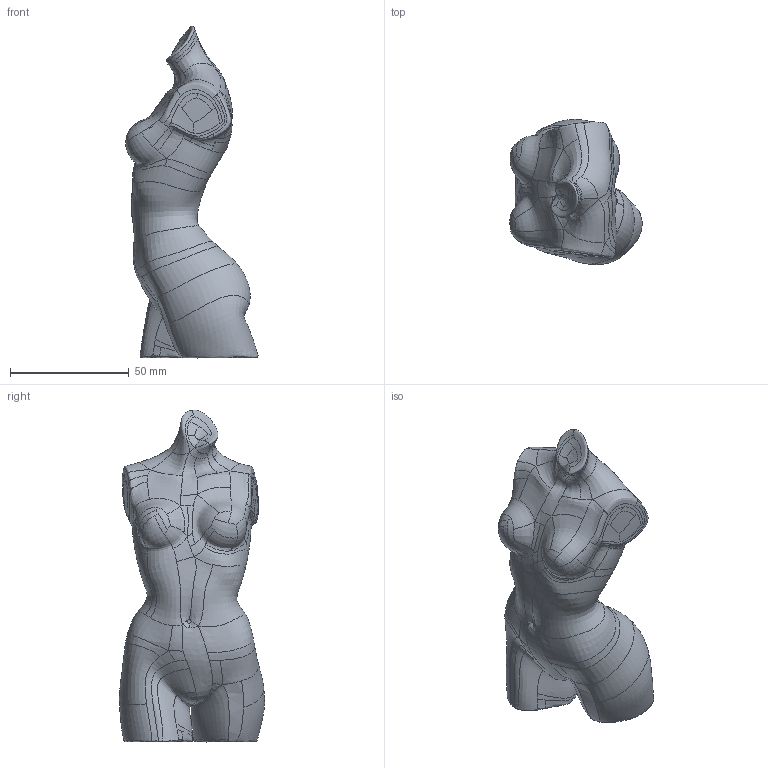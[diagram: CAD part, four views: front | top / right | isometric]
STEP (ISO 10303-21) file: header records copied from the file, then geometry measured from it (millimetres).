
FILE_DESCRIPTION(('FreeCAD Model'),'2;1');
FILE_NAME('Open CASCADE Shape Model','2025-04-27T19:14:34',('FreeCAD'),( 'FreeCAD'),'Open CASCADE STEP processor 7.6','FreeCAD','Unknown');
FILE_SCHEMA(('AUTOMOTIVE_DESIGN { 1 0 10303 214 1 1 1 1 }'));
Products named in the file (1): Open CASCADE STEP translator 7.6 1
Bounding box: 55.64 x 61.02 x 139.61 mm (x, y, z)
Volume: 180568.8 mm3; surface area: 22458 mm2
Topology: 1 solids, 1 shells, 146 faces, 379 edges, 233 vertices
Faces by surface type: bspline 146
Entity records: 117946 total; most frequent: CARTESIAN_POINT 115604, ORIENTED_EDGE 754, EDGE_CURVE 377, B_SPLINE_CURVE_WITH_KNOTS 377, VERTEX_POINT 233, ADVANCED_FACE 146, FACE_BOUND 146, EDGE_LOOP 146
